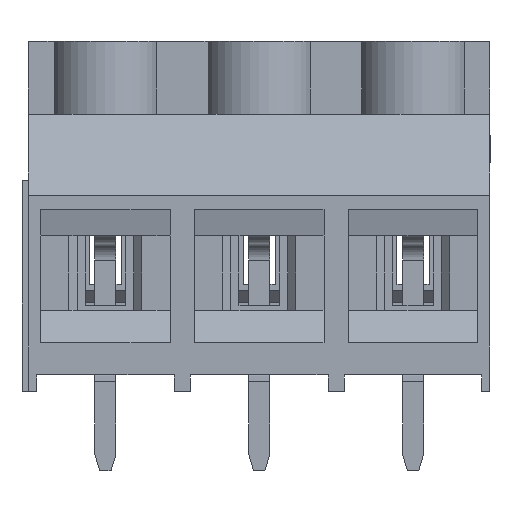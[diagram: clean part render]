
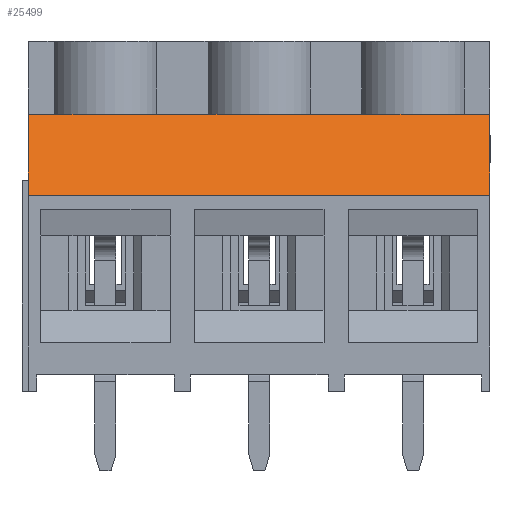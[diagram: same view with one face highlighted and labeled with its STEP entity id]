
A CAD part, front view. The second image highlights one B-rep face of the part: STEP entity #25499.
In plain terms, the highlighted planar face has unit normal (0, -0.88, 0.475).
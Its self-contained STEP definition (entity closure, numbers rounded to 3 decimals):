
#902 = LINE ( 'NONE', #20366, #17691 ) ;
#2149 = AXIS2_PLACEMENT_3D ( 'NONE', #46977, #13893, #13167 ) ;
#2775 = ORIENTED_EDGE ( 'NONE', *, *, #23385, .F. ) ;
#6722 = CARTESIAN_POINT ( 'NONE',  ( 9.5, -3.1, 17.1 ) ) ;
#6973 = EDGE_CURVE ( 'NONE', #31243, #38004, #47263, .T. ) ;
#7124 = VECTOR ( 'NONE', #11721, 1000. ) ;
#7846 = EDGE_CURVE ( 'NONE', #17222, #36421, #39845, .T. ) ;
#8079 = CARTESIAN_POINT ( 'NONE',  ( 9.5, -3.1, 17.1 ) ) ;
#8082 = VECTOR ( 'NONE', #38920, 1000. ) ;
#10313 = DIRECTION ( 'NONE',  ( 1., 0., 0. ) ) ;
#11273 = VERTEX_POINT ( 'NONE', #42676 ) ;
#11721 = DIRECTION ( 'NONE',  ( 0., 0.475, 0.88 ) ) ;
#11874 = FACE_OUTER_BOUND ( 'NONE', #22192, .T. ) ;
#13167 = DIRECTION ( 'NONE',  ( 0., 0.475, 0.88 ) ) ;
#13893 = DIRECTION ( 'NONE',  ( 0., 0.88, -0.475 ) ) ;
#14082 = ORIENTED_EDGE ( 'NONE', *, *, #33206, .F. ) ;
#14385 = CARTESIAN_POINT ( 'NONE',  ( -4.75, -5.8, 12.1 ) ) ;
#15454 = CARTESIAN_POINT ( 'NONE',  ( 0., -3.1, 17.1 ) ) ;
#16439 = DIRECTION ( 'NONE',  ( 1., 0., 0. ) ) ;
#16677 = CARTESIAN_POINT ( 'NONE',  ( -4.75, -3.1, 17.1 ) ) ;
#17222 = VERTEX_POINT ( 'NONE', #15454 ) ;
#17691 = VECTOR ( 'NONE', #42432, 1000. ) ;
#18073 = VECTOR ( 'NONE', #10313, 1000. ) ;
#18725 = VECTOR ( 'NONE', #25810, 1000. ) ;
#19683 = VECTOR ( 'NONE', #24963, 1000. ) ;
#20366 = CARTESIAN_POINT ( 'NONE',  ( -14.25, -3.1, 17.1 ) ) ;
#21285 = ORIENTED_EDGE ( 'NONE', *, *, #26488, .F. ) ;
#21529 = EDGE_CURVE ( 'NONE', #11273, #22700, #902, .T. ) ;
#21795 = CARTESIAN_POINT ( 'NONE',  ( 14.25, -5.8, 12.1 ) ) ;
#22192 = EDGE_LOOP ( 'NONE', ( #45590, #43241, #14082, #36974, #21285, #26631, #2775 ) ) ;
#22623 = CARTESIAN_POINT ( 'NONE',  ( -14.25, -5.8, 12.1 ) ) ;
#22700 = VERTEX_POINT ( 'NONE', #39495 ) ;
#23385 = EDGE_CURVE ( 'NONE', #31243, #11273, #26146, .T. ) ;
#23416 = LINE ( 'NONE', #16677, #39121 ) ;
#24963 = DIRECTION ( 'NONE',  ( 1., 0., 0. ) ) ;
#25499 = ADVANCED_FACE ( 'NONE', ( #11874 ), #39778, .F. ) ;
#25810 = DIRECTION ( 'NONE',  ( 1., 0., 0. ) ) ;
#26146 = LINE ( 'NONE', #40736, #7124 ) ;
#26488 = EDGE_CURVE ( 'NONE', #22700, #17222, #23416, .T. ) ;
#26631 = ORIENTED_EDGE ( 'NONE', *, *, #21529, .F. ) ;
#28106 = CARTESIAN_POINT ( 'NONE',  ( 14.25, -3.1, 17.1 ) ) ;
#29637 = CARTESIAN_POINT ( 'NONE',  ( 19., -3.1, 17.1 ) ) ;
#31243 = VERTEX_POINT ( 'NONE', #22623 ) ;
#31464 = LINE ( 'NONE', #28106, #8082 ) ;
#32959 = CARTESIAN_POINT ( 'NONE',  ( 14.25, -3.1, 17.1 ) ) ;
#33206 = EDGE_CURVE ( 'NONE', #36421, #37545, #40656, .T. ) ;
#36421 = VERTEX_POINT ( 'NONE', #8079 ) ;
#36974 = ORIENTED_EDGE ( 'NONE', *, *, #7846, .F. ) ;
#37545 = VERTEX_POINT ( 'NONE', #32959 ) ;
#38004 = VERTEX_POINT ( 'NONE', #21795 ) ;
#38920 = DIRECTION ( 'NONE',  ( 0., 0.475, 0.88 ) ) ;
#39121 = VECTOR ( 'NONE', #16439, 1000. ) ;
#39495 = CARTESIAN_POINT ( 'NONE',  ( -9.5, -3.1, 17.1 ) ) ;
#39778 = PLANE ( 'NONE',  #2149 ) ;
#39845 = LINE ( 'NONE', #6722, #19683 ) ;
#40656 = LINE ( 'NONE', #29637, #18725 ) ;
#40736 = CARTESIAN_POINT ( 'NONE',  ( -14.25, -3.1, 17.1 ) ) ;
#42432 = DIRECTION ( 'NONE',  ( 1., 0., 0. ) ) ;
#42676 = CARTESIAN_POINT ( 'NONE',  ( -14.25, -3.1, 17.1 ) ) ;
#42778 = EDGE_CURVE ( 'NONE', #38004, #37545, #31464, .T. ) ;
#43241 = ORIENTED_EDGE ( 'NONE', *, *, #42778, .T. ) ;
#45590 = ORIENTED_EDGE ( 'NONE', *, *, #6973, .T. ) ;
#46977 = CARTESIAN_POINT ( 'NONE',  ( -4.75, -3.1, 17.1 ) ) ;
#47263 = LINE ( 'NONE', #14385, #18073 ) ;
